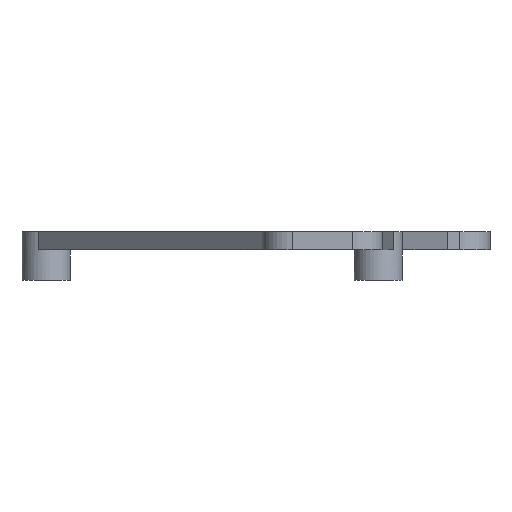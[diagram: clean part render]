
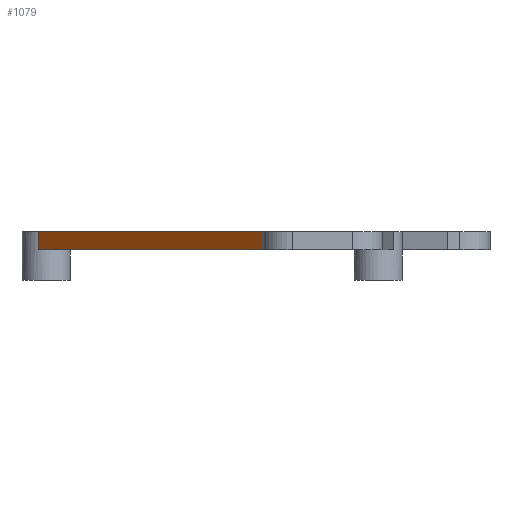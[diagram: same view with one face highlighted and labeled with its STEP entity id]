
A CAD part, left-side view. The second image highlights one B-rep face of the part: STEP entity #1079.
In plain terms, the highlighted planar face has unit normal (-0.691, 0.723, 0).
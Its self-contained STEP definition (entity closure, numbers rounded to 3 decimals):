
#63=PLANE('',#1190);
#116=FACE_OUTER_BOUND('',#187,.T.);
#187=EDGE_LOOP('',(#993,#994,#995,#996));
#256=LINE('',#1571,#365);
#277=LINE('',#1631,#386);
#313=LINE('',#1721,#422);
#328=LINE('',#1762,#437);
#365=VECTOR('',#1253,10.);
#386=VECTOR('',#1298,10.);
#422=VECTOR('',#1376,10.);
#437=VECTOR('',#1429,10.);
#484=VERTEX_POINT('',#1568);
#485=VERTEX_POINT('',#1570);
#511=VERTEX_POINT('',#1628);
#512=VERTEX_POINT('',#1630);
#588=EDGE_CURVE('',#484,#485,#256,.T.);
#618=EDGE_CURVE('',#512,#511,#277,.T.);
#667=EDGE_CURVE('',#512,#484,#313,.T.);
#689=EDGE_CURVE('',#511,#485,#328,.T.);
#993=ORIENTED_EDGE('',*,*,#618,.T.);
#994=ORIENTED_EDGE('',*,*,#689,.T.);
#995=ORIENTED_EDGE('',*,*,#588,.F.);
#996=ORIENTED_EDGE('',*,*,#667,.F.);
#1079=ADVANCED_FACE('',(#116),#63,.T.);
#1190=AXIS2_PLACEMENT_3D('',#1802,#1490,#1491);
#1253=DIRECTION('',(0.723,0.691,0.));
#1298=DIRECTION('',(0.723,0.691,0.));
#1376=DIRECTION('',(0.,0.,-1.));
#1429=DIRECTION('',(0.,0.,-1.));
#1490=DIRECTION('center_axis',(-0.691,0.723,0.));
#1491=DIRECTION('ref_axis',(0.723,0.691,0.));
#1568=CARTESIAN_POINT('',(-72.5,-41.75,-169.));
#1570=CARTESIAN_POINT('',(-33.796,-4.739,-169.));
#1571=CARTESIAN_POINT('',(-72.5,-41.75,-169.));
#1628=CARTESIAN_POINT('',(-33.796,-4.739,-166.));
#1630=CARTESIAN_POINT('',(-72.5,-41.75,-166.));
#1631=CARTESIAN_POINT('',(-72.5,-41.75,-166.));
#1721=CARTESIAN_POINT('',(-72.5,-41.75,-166.));
#1762=CARTESIAN_POINT('',(-33.796,-4.739,-166.));
#1802=CARTESIAN_POINT('Origin',(-72.5,-41.75,-166.));
